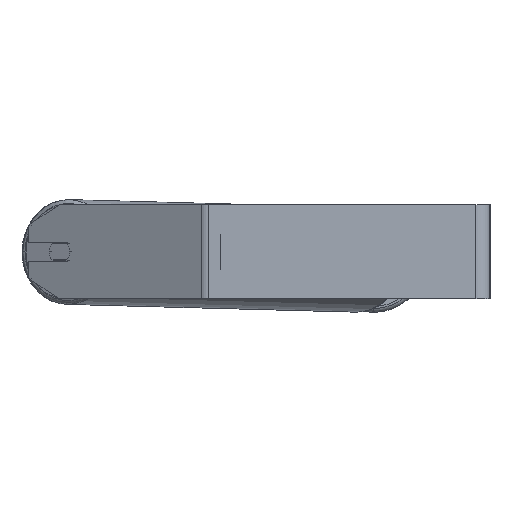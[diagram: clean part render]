
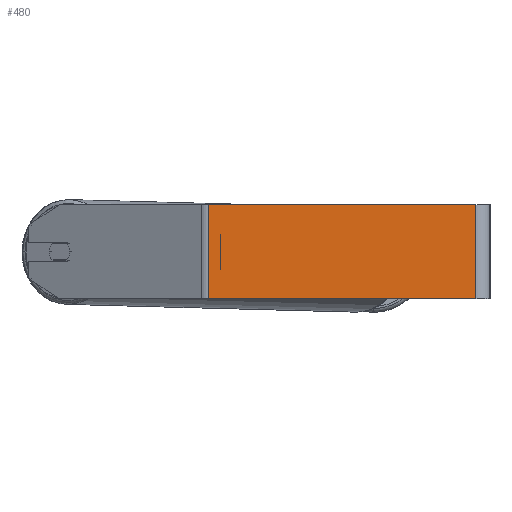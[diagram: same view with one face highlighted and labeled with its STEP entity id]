
A CAD part, left-side view. The second image highlights one B-rep face of the part: STEP entity #480.
In plain terms, the highlighted planar face has unit normal (-1, 0, 0).
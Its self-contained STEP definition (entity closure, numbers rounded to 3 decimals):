
#351 = LINE ( 'NONE', #2405, #5275 ) ;
#402 = ORIENTED_EDGE ( 'NONE', *, *, #1784, .F. ) ;
#419 = CARTESIAN_POINT ( 'NONE',  ( -800., 12., 40. ) ) ;
#480 = ADVANCED_FACE ( 'NONE', ( #5301 ), #2510, .F. ) ;
#658 = VERTEX_POINT ( 'NONE', #7198 ) ;
#1050 = DIRECTION ( 'NONE',  ( 0., 0., -1. ) ) ;
#1312 = EDGE_CURVE ( 'NONE', #3931, #7244, #4800, .T. ) ;
#1601 = VECTOR ( 'NONE', #5322, 1000. ) ;
#1784 = EDGE_CURVE ( 'NONE', #7244, #7107, #351, .T. ) ;
#1903 = DIRECTION ( 'NONE',  ( 0., 0., -1. ) ) ;
#2405 = CARTESIAN_POINT ( 'NONE',  ( -800., 12., 40. ) ) ;
#2510 = PLANE ( 'NONE',  #3137 ) ;
#2614 = CARTESIAN_POINT ( 'NONE',  ( -800., 242.085, -40. ) ) ;
#2687 = EDGE_CURVE ( 'NONE', #658, #7107, #8711, .T. ) ;
#2793 = CARTESIAN_POINT ( 'NONE',  ( -800., 242.085, 40. ) ) ;
#3006 = EDGE_CURVE ( 'NONE', #3931, #658, #3190, .T. ) ;
#3137 = AXIS2_PLACEMENT_3D ( 'NONE', #5214, #3974, #7931 ) ;
#3190 = LINE ( 'NONE', #8617, #7544 ) ;
#3931 = VERTEX_POINT ( 'NONE', #5519 ) ;
#3974 = DIRECTION ( 'NONE',  ( 1., 0., 0. ) ) ;
#4483 = ORIENTED_EDGE ( 'NONE', *, *, #2687, .T. ) ;
#4800 = LINE ( 'NONE', #2793, #7396 ) ;
#5064 = EDGE_LOOP ( 'NONE', ( #4483, #402, #5597, #7928 ) ) ;
#5214 = CARTESIAN_POINT ( 'NONE',  ( -800., 242.085, 40. ) ) ;
#5275 = VECTOR ( 'NONE', #1050, 1000. ) ;
#5301 = FACE_OUTER_BOUND ( 'NONE', #5064, .T. ) ;
#5322 = DIRECTION ( 'NONE',  ( 0., -1., 0. ) ) ;
#5380 = CARTESIAN_POINT ( 'NONE',  ( -800., 12., -40. ) ) ;
#5519 = CARTESIAN_POINT ( 'NONE',  ( -800., 238.869, 40. ) ) ;
#5597 = ORIENTED_EDGE ( 'NONE', *, *, #1312, .F. ) ;
#7107 = VERTEX_POINT ( 'NONE', #5380 ) ;
#7198 = CARTESIAN_POINT ( 'NONE',  ( -800., 238.869, -40. ) ) ;
#7244 = VERTEX_POINT ( 'NONE', #419 ) ;
#7396 = VECTOR ( 'NONE', #7597, 1000. ) ;
#7544 = VECTOR ( 'NONE', #1903, 1000. ) ;
#7597 = DIRECTION ( 'NONE',  ( 0., -1., 0. ) ) ;
#7928 = ORIENTED_EDGE ( 'NONE', *, *, #3006, .T. ) ;
#7931 = DIRECTION ( 'NONE',  ( 0., 0., -1. ) ) ;
#8617 = CARTESIAN_POINT ( 'NONE',  ( -800., 238.869, 40. ) ) ;
#8711 = LINE ( 'NONE', #2614, #1601 ) ;
